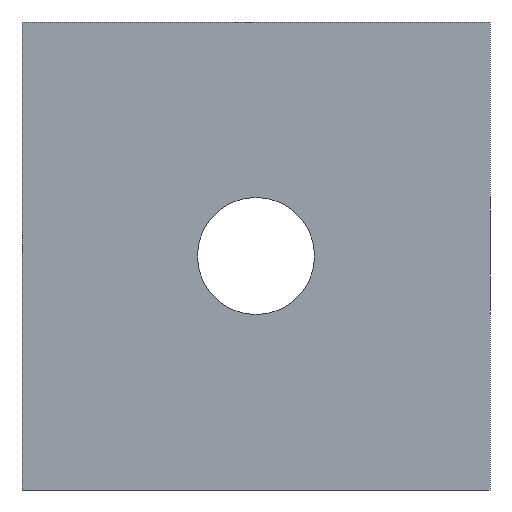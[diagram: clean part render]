
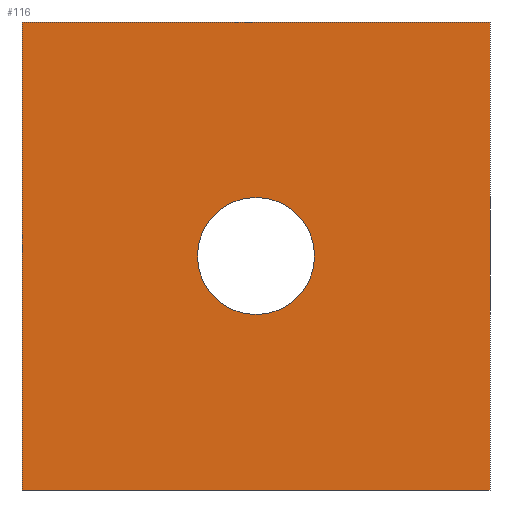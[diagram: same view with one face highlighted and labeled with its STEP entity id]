
A CAD part, front view. The second image highlights one B-rep face of the part: STEP entity #116.
In plain terms, the highlighted planar face has unit normal (0, -1, 0).
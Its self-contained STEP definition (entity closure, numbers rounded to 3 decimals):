
#116=ADVANCED_FACE('',(#200,#202),#204,.T.);
#200=FACE_BOUND('',#201,.T.);
#201=EDGE_LOOP('',(#258,#259,#260,#261));
#202=FACE_BOUND('',#203,.T.);
#203=EDGE_LOOP('',(#262));
#204=PLANE('',#205);
#205=AXIS2_PLACEMENT_3D('',#206,#207,#208);
#206=CARTESIAN_POINT('',(-10.,-10.,0.));
#207=DIRECTION('',(0.,-1.,0.));
#208=DIRECTION('',(1.,0.,0.));
#258=ORIENTED_EDGE('',*,*,#282,.T.);
#259=ORIENTED_EDGE('',*,*,#277,.T.);
#260=ORIENTED_EDGE('',*,*,#288,.F.);
#261=ORIENTED_EDGE('',*,*,#289,.F.);
#262=ORIENTED_EDGE('',*,*,#290,.T.);
#277=EDGE_CURVE('',#301,#306,#308,.T.);
#282=EDGE_CURVE('',#315,#301,#316,.T.);
#288=EDGE_CURVE('',#323,#306,#325,.T.);
#289=EDGE_CURVE('',#315,#323,#326,.T.);
#290=EDGE_CURVE('',#327,#327,#328,.T.);
#301=VERTEX_POINT('',#350);
#306=VERTEX_POINT('',#359);
#308=LINE('',#363,#364);
#315=VERTEX_POINT('',#381);
#316=LINE('',#382,#383);
#323=VERTEX_POINT('',#400);
#325=LINE('',#404,#405);
#326=LINE('',#407,#408);
#327=VERTEX_POINT('',#410);
#328=CIRCLE('',#411,2.5);
#350=CARTESIAN_POINT('',(10.,-10.,0.));
#359=CARTESIAN_POINT('',(10.,-10.,20.));
#363=CARTESIAN_POINT('',(10.,-10.,0.));
#364=VECTOR('',#365,1.);
#365=DIRECTION('',(0.,0.,1.));
#381=CARTESIAN_POINT('',(-10.,-10.,0.));
#382=CARTESIAN_POINT('',(-10.,-10.,0.));
#383=VECTOR('',#384,1.);
#384=DIRECTION('',(1.,0.,0.));
#400=CARTESIAN_POINT('',(-10.,-10.,20.));
#404=CARTESIAN_POINT('',(-10.,-10.,20.));
#405=VECTOR('',#406,1.);
#406=DIRECTION('',(1.,0.,0.));
#407=CARTESIAN_POINT('',(-10.,-10.,0.));
#408=VECTOR('',#409,1.);
#409=DIRECTION('',(0.,0.,1.));
#410=CARTESIAN_POINT('',(-2.5,-10.,10.));
#411=AXIS2_PLACEMENT_3D('',#412,#413,#414);
#412=CARTESIAN_POINT('',(0.,-10.,10.));
#413=DIRECTION('',(0.,1.,0.));
#414=DIRECTION('',(-1.,0.,0.));
